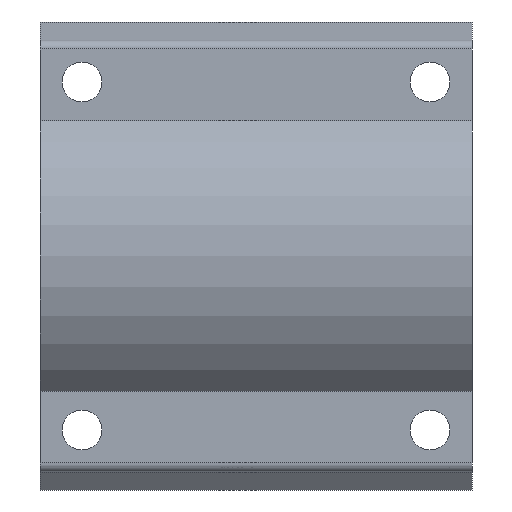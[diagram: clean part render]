
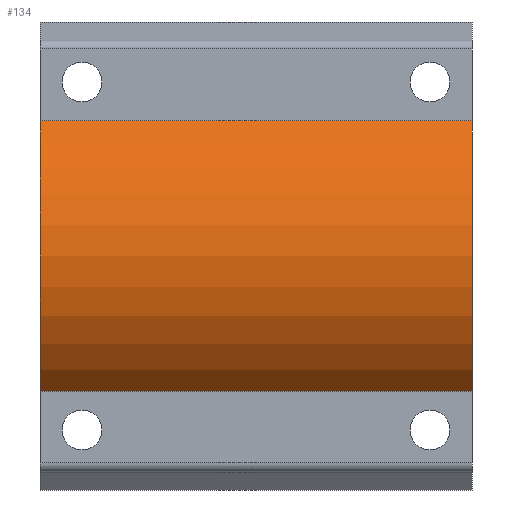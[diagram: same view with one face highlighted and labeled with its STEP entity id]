
A CAD part, front view. The second image highlights one B-rep face of the part: STEP entity #134.
In plain terms, the highlighted cylindrical face has radius 29.5 mm (diameter 59 mm), a partial arc.
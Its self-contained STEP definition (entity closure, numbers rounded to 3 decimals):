
#134 = ADVANCED_FACE( '', ( #284 ), #285, .T. );
#284 = FACE_OUTER_BOUND( '', #463, .T. );
#285 = CYLINDRICAL_SURFACE( '', #464, 29.5 );
#463 = EDGE_LOOP( '', ( #971, #972, #973, #974 ) );
#464 = AXIS2_PLACEMENT_3D( '', #975, #976, #977 );
#971 = ORIENTED_EDGE( '', *, *, #1246, .T. );
#972 = ORIENTED_EDGE( '', *, *, #1268, .F. );
#973 = ORIENTED_EDGE( '', *, *, #1269, .F. );
#974 = ORIENTED_EDGE( '', *, *, #1266, .T. );
#975 = CARTESIAN_POINT( '', ( 72., 0., 0. ) );
#976 = DIRECTION( '', ( 1., 0., 0. ) );
#977 = DIRECTION( '', ( 0., 0., 1. ) );
#1246 = EDGE_CURVE( '', #1535, #1533, #1536, .T. );
#1266 = EDGE_CURVE( '', #1568, #1535, #1569, .T. );
#1268 = EDGE_CURVE( '', #1571, #1533, #1572, .T. );
#1269 = EDGE_CURVE( '', #1568, #1571, #1573, .T. );
#1533 = VERTEX_POINT( '', #1932 );
#1535 = VERTEX_POINT( '', #1935 );
#1536 = CIRCLE( '', #1936, 29.5 );
#1568 = VERTEX_POINT( '', #1982 );
#1569 = LINE( '', #1983, #1984 );
#1571 = VERTEX_POINT( '', #1987 );
#1572 = LINE( '', #1988, #1989 );
#1573 = CIRCLE( '', #1990, 29.5 );
#1932 = CARTESIAN_POINT( '', ( 0., -19., -22.567 ) );
#1935 = CARTESIAN_POINT( '', ( 0., -19., 22.567 ) );
#1936 = AXIS2_PLACEMENT_3D( '', #2286, #2287, #2288 );
#1982 = CARTESIAN_POINT( '', ( 72., -19., 22.567 ) );
#1983 = CARTESIAN_POINT( '', ( 72., -19., 22.567 ) );
#1984 = VECTOR( '', #2318, 1000. );
#1987 = CARTESIAN_POINT( '', ( 72., -19., -22.567 ) );
#1988 = CARTESIAN_POINT( '', ( 72., -19., -22.567 ) );
#1989 = VECTOR( '', #2320, 1000. );
#1990 = AXIS2_PLACEMENT_3D( '', #2321, #2322, #2323 );
#2286 = CARTESIAN_POINT( '', ( 0., 0., 0. ) );
#2287 = DIRECTION( '', ( 1., 0., 0. ) );
#2288 = DIRECTION( '', ( 0., 0., -1. ) );
#2318 = DIRECTION( '', ( -1., 0., 0. ) );
#2320 = DIRECTION( '', ( -1., 0., 0. ) );
#2321 = CARTESIAN_POINT( '', ( 72., 0., 0. ) );
#2322 = DIRECTION( '', ( 1., 0., 0. ) );
#2323 = DIRECTION( '', ( 0., 0., -1. ) );
